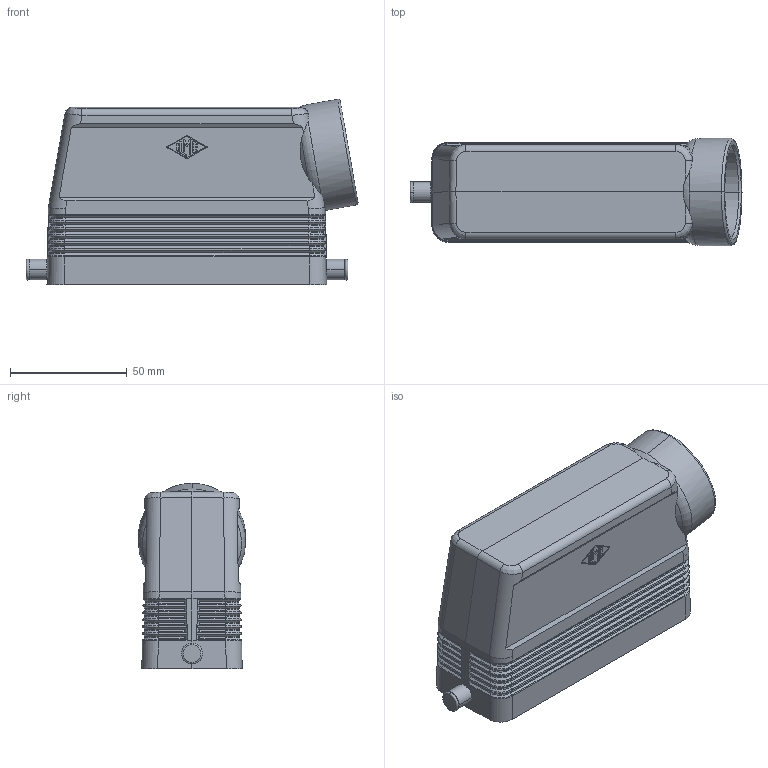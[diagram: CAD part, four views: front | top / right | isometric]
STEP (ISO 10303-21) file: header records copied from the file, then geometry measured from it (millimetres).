
FILE_DESCRIPTION(('Creo Elements/Direct Modeling STEP Export'),'2;1');
FILE_NAME('0ln7uvk4am77k443412','2017-05-12T14:30:33',(''),(''),'PTC Creo Elements/Direct Modeling STEP processor for AP214 (Solid Model)','PTC Creo Elements/Direct Modeling 19.0E 27-Jun-2016 (C) Parametric Technology GmbH','');
FILE_SCHEMA(('AUTOMOTIVE_DESIGN { 1 0 10303 214 1 1 1 1 }'));
Length unit declared in the file: millimetre
Products named in the file (2): MAOW_24_L40
Assembly tree (1 placements, depth 2):
  MAOW_24_L40
    MAOW_24_L40
Bounding box: 142.34 x 46 x 79.49 mm (x, y, z)
Volume: 77265.8 mm3; surface area: 57297.2 mm2
Topology: 1 solids, 1 shells, 513 faces, 1390 edges, 896 vertices
Faces by surface type: plane 225, cylinder 143, cone 80, revolution 52, torus 9, bspline 4
Entity records: 22606 total; most frequent: CARTESIAN_POINT 5875, ORIENTED_EDGE 2780, DIRECTION 2457, EDGE_CURVE 1390, VERTEX_POINT 896, AXIS2_PLACEMENT_3D 819, VECTOR 767, LINE 767
